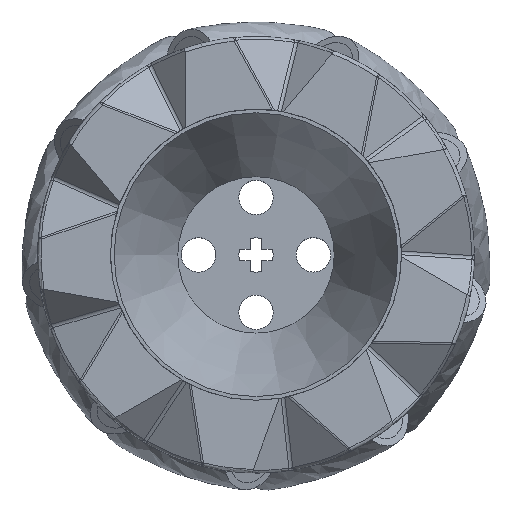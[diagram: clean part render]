
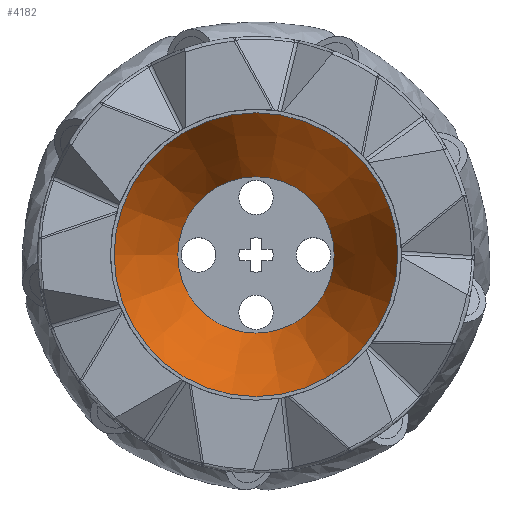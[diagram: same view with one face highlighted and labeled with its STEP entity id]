
A CAD part, top view. The second image highlights one B-rep face of the part: STEP entity #4182.
In plain terms, the highlighted conical face has half-angle 24.755 degrees and reference radius 19.5 mm.
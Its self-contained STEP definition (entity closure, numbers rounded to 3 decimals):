
#25=CONICAL_SURFACE('',#4781,19.5,0.432);
#355=LINE('',#9744,#526);
#526=VECTOR('',#6050,19.5);
#1049=FACE_OUTER_BOUND('',#1313,.T.);
#1313=EDGE_LOOP('',(#3905,#3906,#3907,#3908));
#1657=CIRCLE('',#4782,19.5);
#1658=CIRCLE('',#4783,10.747);
#2047=VERTEX_POINT('',#9741);
#2048=VERTEX_POINT('',#9743);
#2667=EDGE_CURVE('',#2047,#2047,#1657,.T.);
#2668=EDGE_CURVE('',#2047,#2048,#355,.T.);
#2669=EDGE_CURVE('',#2048,#2048,#1658,.T.);
#3905=ORIENTED_EDGE('',*,*,#2667,.T.);
#3906=ORIENTED_EDGE('',*,*,#2668,.T.);
#3907=ORIENTED_EDGE('',*,*,#2669,.T.);
#3908=ORIENTED_EDGE('',*,*,#2668,.F.);
#4182=ADVANCED_FACE('',(#1049),#25,.F.);
#4781=AXIS2_PLACEMENT_3D('',#9740,#6046,#6047);
#4782=AXIS2_PLACEMENT_3D('',#9742,#6048,#6049);
#4783=AXIS2_PLACEMENT_3D('',#9745,#6051,#6052);
#6046=DIRECTION('center_axis',(0.,0.,
1.));
#6047=DIRECTION('ref_axis',(1.,0.,0.));
#6048=DIRECTION('center_axis',(0.,0.,
1.));
#6049=DIRECTION('ref_axis',(1.,0.,0.));
#6050=DIRECTION('',(0.419,0.,-0.908));
#6051=DIRECTION('center_axis',(0.,0.,
-1.));
#6052=DIRECTION('ref_axis',(1.,0.,0.));
#9740=CARTESIAN_POINT('Origin',(-6.932,103.999,15.));
#9741=CARTESIAN_POINT('',(-26.432,103.999,15.));
#9742=CARTESIAN_POINT('Origin',(-6.932,103.999,15.));
#9743=CARTESIAN_POINT('',(-17.678,103.999,-3.983));
#9744=CARTESIAN_POINT('',(-26.432,103.999,15.));
#9745=CARTESIAN_POINT('Origin',(-6.932,103.999,-3.983));
